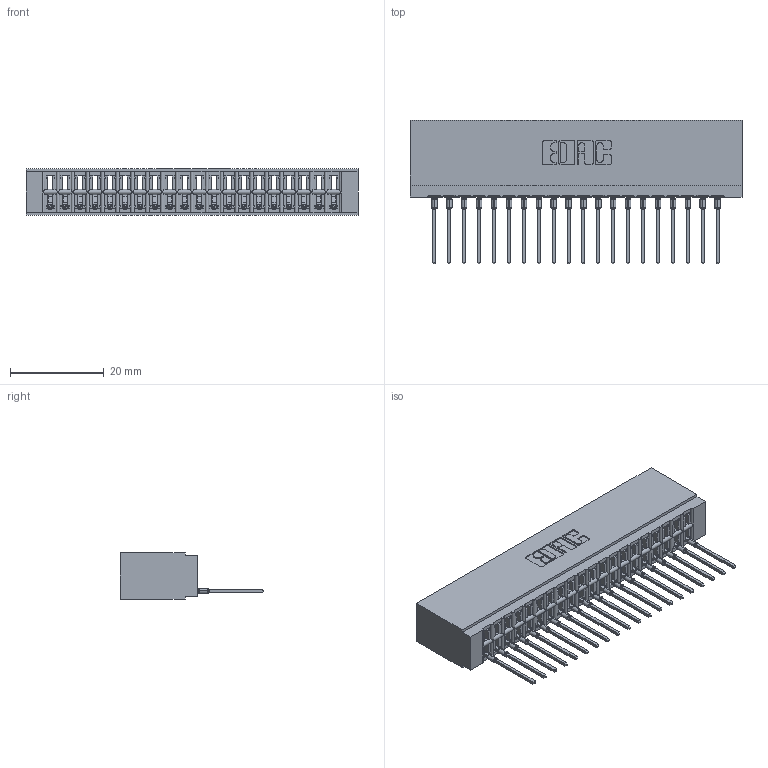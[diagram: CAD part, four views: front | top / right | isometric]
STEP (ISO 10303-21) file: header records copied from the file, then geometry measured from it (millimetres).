
FILE_DESCRIPTION (( 'STEP AP203' ), '1' );
FILE_NAME ('746-020-540-101.STEP', '2026-02-27T21:33:45', ( '' ), ( '' ), 'SwSTEP 2.0', 'SolidWorks 2023', '' );
FILE_SCHEMA (( 'CONFIG_CONTROL_DESIGN' ));
Length unit declared in the file: millimetre
Products named in the file (3): 746-292-001_540; 746-020-540-101; 746 Part_.515 Slot Depth - 01
Assembly tree (21 placements, depth 2):
  746-020-540-101
    746 Part_.515 Slot Depth - 01
    746-292-001_540  x20
Bounding box: 70.74 x 30.59 x 9.91 mm (x, y, z)
Volume: 7588.3 mm3; surface area: 11121.1 mm2
Topology: 21 solids, 21 shells, 2257 faces, 6403 edges, 4115 vertices
Faces by surface type: plane 1315, cylinder 422, bspline 400, torus 120
Entity records: 33325 total; most frequent: CARTESIAN_POINT 6925, ORIENTED_EDGE 5776, DIRECTION 4820, EDGE_CURVE 2888, LINE 2504, VECTOR 2504, VERTEX_POINT 1911, AXIS2_PLACEMENT_3D 1158
